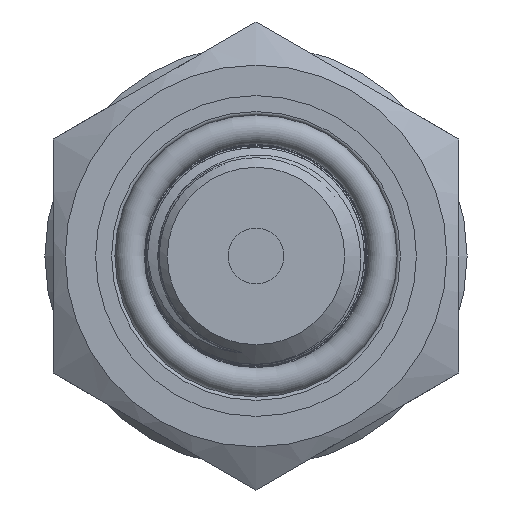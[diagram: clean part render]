
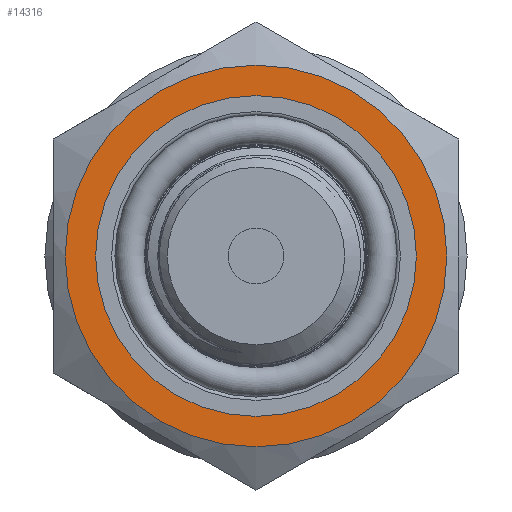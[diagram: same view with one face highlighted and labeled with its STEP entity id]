
A CAD part, left-side view. The second image highlights one B-rep face of the part: STEP entity #14316.
In plain terms, the highlighted planar face has unit normal (-1, 0, 0).
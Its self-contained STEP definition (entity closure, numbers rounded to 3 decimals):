
#168=FACE_BOUND('',#1973,.T.);
#248=PLANE('',#15118);
#1147=FACE_OUTER_BOUND('',#1972,.T.);
#1972=EDGE_LOOP('',(#11208));
#1973=EDGE_LOOP('',(#11209));
#2600=CIRCLE('',#15086,11.3);
#2616=CIRCLE('',#15117,9.5);
#6317=VERTEX_POINT('',#31512);
#6336=VERTEX_POINT('',#34948);
#8072=EDGE_CURVE('',#6317,#6317,#2600,.T.);
#8111=EDGE_CURVE('',#6336,#6336,#2616,.T.);
#11208=ORIENTED_EDGE('',*,*,#8072,.T.);
#11209=ORIENTED_EDGE('',*,*,#8111,.T.);
#14316=ADVANCED_FACE('',(#1147,#168),#248,.T.);
#15086=AXIS2_PLACEMENT_3D('',#31514,#16554,#16555);
#15117=AXIS2_PLACEMENT_3D('',#34949,#16624,#16625);
#15118=AXIS2_PLACEMENT_3D('',#34951,#16627,#16628);
#16554=DIRECTION('center_axis',(-1.,0.,0.));
#16555=DIRECTION('ref_axis',(0.,1.,0.));
#16624=DIRECTION('center_axis',(1.,0.,0.));
#16625=DIRECTION('ref_axis',(0.,0.,-1.));
#16627=DIRECTION('center_axis',(-1.,0.,0.));
#16628=DIRECTION('ref_axis',(0.,0.,1.));
#31512=CARTESIAN_POINT('',(14.,-11.3,0.));
#31514=CARTESIAN_POINT('Origin',(14.,0.,0.));
#34948=CARTESIAN_POINT('',(14.,-9.5,0.));
#34949=CARTESIAN_POINT('Origin',(14.,0.,0.));
#34951=CARTESIAN_POINT('Origin',(14.,12.,0.));
